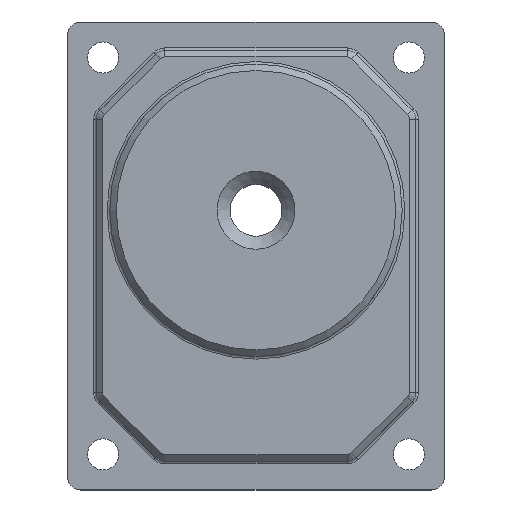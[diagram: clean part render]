
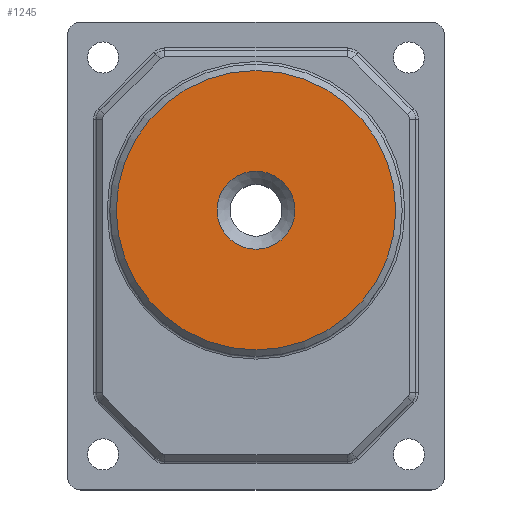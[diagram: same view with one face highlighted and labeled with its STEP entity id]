
A CAD part, top view. The second image highlights one B-rep face of the part: STEP entity #1245.
In plain terms, the highlighted planar face has unit normal (0, 0, 1).
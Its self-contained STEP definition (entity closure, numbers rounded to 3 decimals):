
#291 = CARTESIAN_POINT ( 'NONE',  ( 0., 3.5, 10.3 ) ) ;
#404 = DIRECTION ( 'NONE',  ( 0., 0., 1. ) ) ;
#458 = DIRECTION ( 'NONE',  ( 0., 0., 1. ) ) ;
#649 = DIRECTION ( 'NONE',  ( 1., 0., 0. ) ) ;
#737 = CARTESIAN_POINT ( 'NONE',  ( 0., 3.5, 10.3 ) ) ;
#813 = AXIS2_PLACEMENT_3D ( 'NONE', #1048, #1534, #1512 ) ;
#826 = CARTESIAN_POINT ( 'NONE',  ( 3., 3.5, 10.3 ) ) ;
#857 = VERTEX_POINT ( 'NONE', #2036 ) ;
#888 = ORIENTED_EDGE ( 'NONE', *, *, #1587, .T. ) ;
#1048 = CARTESIAN_POINT ( 'NONE',  ( 0., 3.5, 10.3 ) ) ;
#1136 = FACE_BOUND ( 'NONE', #1489, .T. ) ;
#1152 = VERTEX_POINT ( 'NONE', #826 ) ;
#1171 = EDGE_LOOP ( 'NONE', ( #888 ) ) ;
#1181 = FACE_OUTER_BOUND ( 'NONE', #1171, .T. ) ;
#1235 = AXIS2_PLACEMENT_3D ( 'NONE', #291, #458, #649 ) ;
#1245 = ADVANCED_FACE ( 'NONE', ( #1181, #1136 ), #1305, .T. ) ;
#1305 = PLANE ( 'NONE',  #1235 ) ;
#1315 = CIRCLE ( 'NONE', #1847, 10.75 ) ;
#1353 = EDGE_CURVE ( 'NONE', #1152, #1152, #1387, .T. ) ;
#1387 = CIRCLE ( 'NONE', #813, 3. ) ;
#1489 = EDGE_LOOP ( 'NONE', ( #1835 ) ) ;
#1512 = DIRECTION ( 'NONE',  ( 1., 0., 0. ) ) ;
#1534 = DIRECTION ( 'NONE',  ( 0., 0., -1. ) ) ;
#1587 = EDGE_CURVE ( 'NONE', #857, #857, #1315, .T. ) ;
#1758 = DIRECTION ( 'NONE',  ( 1., 0., 0. ) ) ;
#1835 = ORIENTED_EDGE ( 'NONE', *, *, #1353, .T. ) ;
#1847 = AXIS2_PLACEMENT_3D ( 'NONE', #737, #404, #1758 ) ;
#2036 = CARTESIAN_POINT ( 'NONE',  ( 10.75, 3.5, 10.3 ) ) ;
